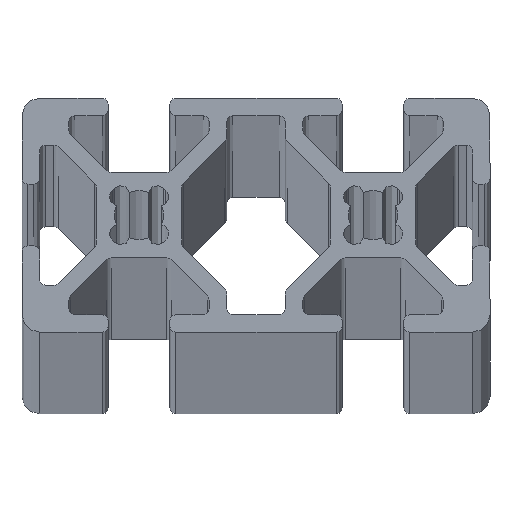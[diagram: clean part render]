
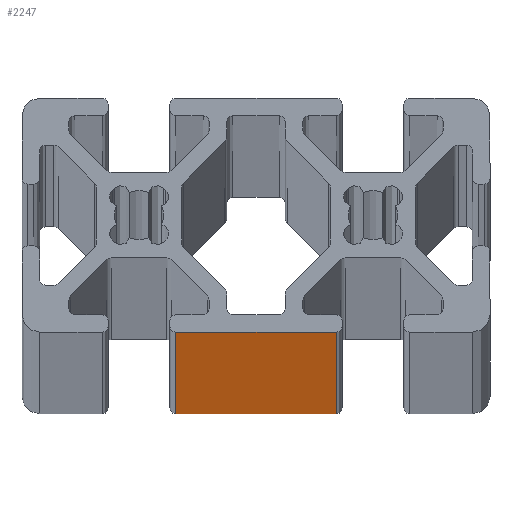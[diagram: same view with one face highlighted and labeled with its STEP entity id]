
A CAD part, top view. The second image highlights one B-rep face of the part: STEP entity #2247.
In plain terms, the highlighted planar face has unit normal (0, -1, 0).
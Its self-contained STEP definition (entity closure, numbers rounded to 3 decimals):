
#142 = AXIS2_PLACEMENT_3D ( 'NONE', #2325, #2845, #1835 ) ;
#267 = VECTOR ( 'NONE', #5448, 1000. ) ;
#457 = VERTEX_POINT ( 'NONE', #2249 ) ;
#991 = LINE ( 'NONE', #6552, #2521 ) ;
#1292 = PLANE ( 'NONE',  #142 ) ;
#1835 = DIRECTION ( 'NONE',  ( 0., 0., -1. ) ) ;
#1937 = VECTOR ( 'NONE', #2543, 1000. ) ;
#1941 = CARTESIAN_POINT ( 'NONE',  ( -31.386, -69.68, 0. ) ) ;
#1953 = EDGE_CURVE ( 'NONE', #457, #2749, #2088, .T. ) ;
#2088 = LINE ( 'NONE', #2469, #267 ) ;
#2247 = ADVANCED_FACE ( 'NONE', ( #3438 ), #1292, .T. ) ;
#2249 = CARTESIAN_POINT ( 'NONE',  ( -31.386, -69.68, 4000. ) ) ;
#2325 = CARTESIAN_POINT ( 'NONE',  ( -31.386, -69.68, 0. ) ) ;
#2456 = ORIENTED_EDGE ( 'NONE', *, *, #4502, .T. ) ;
#2469 = CARTESIAN_POINT ( 'NONE',  ( -31.386, -69.68, 4000. ) ) ;
#2490 = EDGE_CURVE ( 'NONE', #5111, #457, #4299, .T. ) ;
#2521 = VECTOR ( 'NONE', #5976, 1000. ) ;
#2543 = DIRECTION ( 'NONE',  ( 1., 0., 0. ) ) ;
#2749 = VERTEX_POINT ( 'NONE', #3125 ) ;
#2845 = DIRECTION ( 'NONE',  ( 0., -1., 0. ) ) ;
#2990 = ORIENTED_EDGE ( 'NONE', *, *, #1953, .F. ) ;
#3125 = CARTESIAN_POINT ( 'NONE',  ( -17.662, -69.68, 4000. ) ) ;
#3207 = VECTOR ( 'NONE', #3416, 1000. ) ;
#3416 = DIRECTION ( 'NONE',  ( 0., 0., 1. ) ) ;
#3438 = FACE_OUTER_BOUND ( 'NONE', #5481, .T. ) ;
#3634 = CARTESIAN_POINT ( 'NONE',  ( -31.386, -69.68, 0. ) ) ;
#3850 = ORIENTED_EDGE ( 'NONE', *, *, #2490, .F. ) ;
#4181 = ORIENTED_EDGE ( 'NONE', *, *, #5253, .T. ) ;
#4299 = LINE ( 'NONE', #1941, #3207 ) ;
#4312 = CARTESIAN_POINT ( 'NONE',  ( -17.662, -69.68, 0. ) ) ;
#4349 = CARTESIAN_POINT ( 'NONE',  ( -31.386, -69.68, 0. ) ) ;
#4502 = EDGE_CURVE ( 'NONE', #5111, #4739, #5603, .T. ) ;
#4739 = VERTEX_POINT ( 'NONE', #4312 ) ;
#5111 = VERTEX_POINT ( 'NONE', #4349 ) ;
#5253 = EDGE_CURVE ( 'NONE', #4739, #2749, #991, .T. ) ;
#5448 = DIRECTION ( 'NONE',  ( 1., 0., 0. ) ) ;
#5481 = EDGE_LOOP ( 'NONE', ( #2990, #3850, #2456, #4181 ) ) ;
#5603 = LINE ( 'NONE', #3634, #1937 ) ;
#5976 = DIRECTION ( 'NONE',  ( 0., 0., 1. ) ) ;
#6552 = CARTESIAN_POINT ( 'NONE',  ( -17.662, -69.68, 0. ) ) ;
